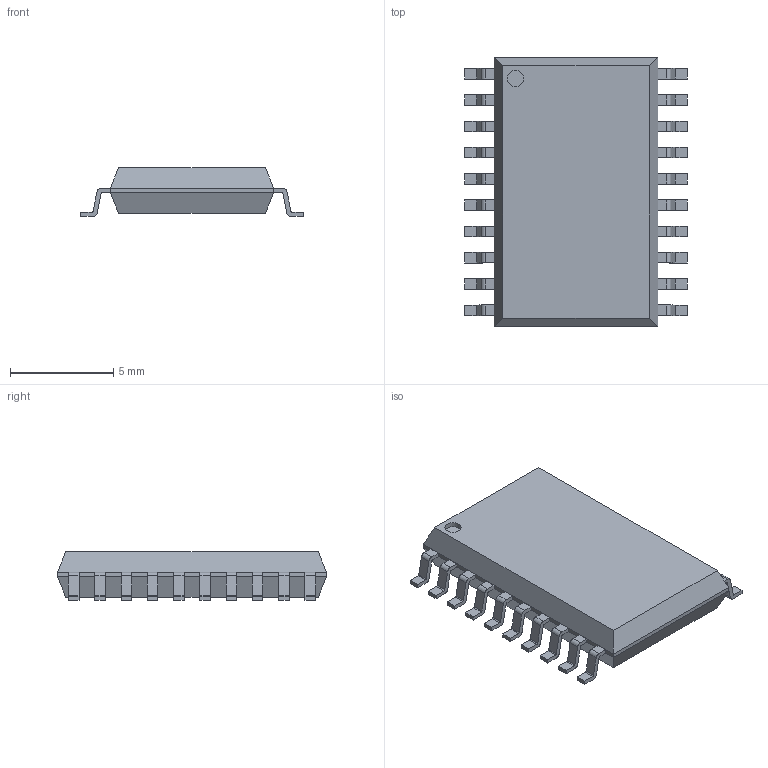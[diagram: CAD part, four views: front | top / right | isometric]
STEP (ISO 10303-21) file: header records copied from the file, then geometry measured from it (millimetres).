
FILE_DESCRIPTION(/* description */ (''),/* implementation_level */ '2;1');
FILE_NAME(/* name */ 'TM1637-SOP20-3D v4.step',/* time_stamp */ '2026-02-15T11:46:18+01:00',/* author */ (''),/* organization */ (''),/* preprocessor_version */ 'ST-DEVELOPER v20.1',/* originating_system */ 'Autodesk Translation Framework v14.10.0.0',/* authorisation */ '');
FILE_SCHEMA (('AUTOMOTIVE_DESIGN { 1 0 10303 214 3 1 1 }'));
Length unit declared in the file: millimetre
Products named in the file (2): TM1637-SOP20-3D; Model
Assembly tree (1 placements, depth 2):
  TM1637-SOP20-3D
    Model
Bounding box: 10.75 x 13 x 2.35 mm (x, y, z)
Volume: 214.4 mm3; surface area: 338.9 mm2
Topology: 21 solids, 21 shells, 296 faces, 751 edges, 498 vertices
Faces by surface type: plane 215, cylinder 81
Full cylindrical faces by diameter (mm): 0.79 x1
Entity records: 8920 total; most frequent: CARTESIAN_POINT 1548, DIRECTION 1511, ORIENTED_EDGE 1502, EDGE_CURVE 751, LINE 589, VECTOR 589, VERTEX_POINT 498, AXIS2_PLACEMENT_3D 461
